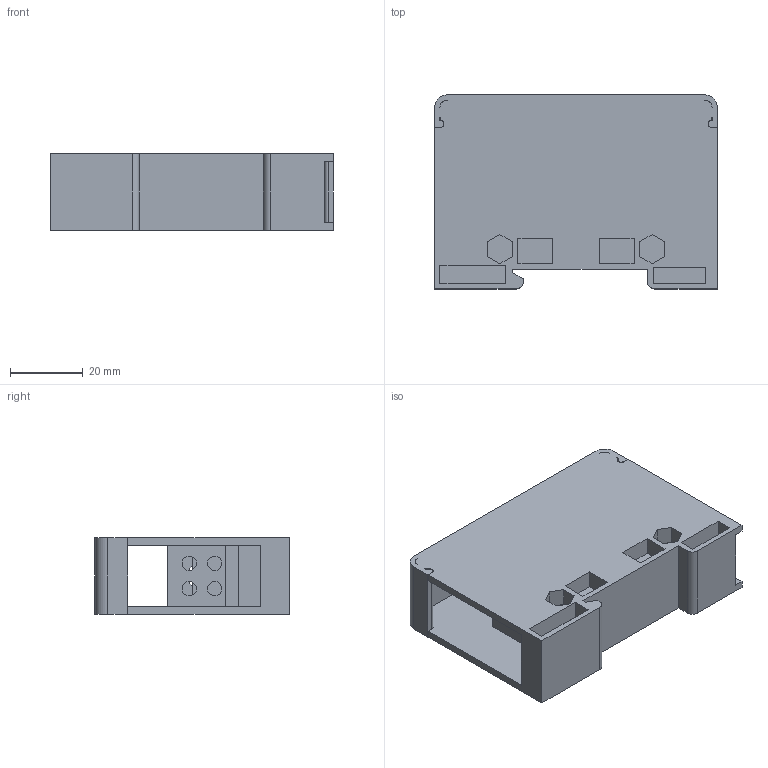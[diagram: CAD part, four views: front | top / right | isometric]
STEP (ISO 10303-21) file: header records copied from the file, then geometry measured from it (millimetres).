
FILE_DESCRIPTION((''),'2;1');
FILE_NAME('UJFX1-35_4_10','2021-05-08T',('ASUS'),(''),'PRO/ENGINEER BY PARAMETRIC TECHNOLOGY CORPORATION, 2013230','PRO/ENGINEER BY PARAMETRIC TECHNOLOGY CORPORATION, 2013230','');
FILE_SCHEMA(('CONFIG_CONTROL_DESIGN'));
Length unit declared in the file: millimetre
Products named in the file (1): UJFX1-35_4_10
Bounding box: 78 x 53.5 x 21 mm (x, y, z)
Volume: 39313 mm3; surface area: 24534 mm2
Topology: 1 solids, 1 shells, 151 faces, 434 edges, 290 vertices
Faces by surface type: plane 121, cylinder 30
Entity records: 5008 total; most frequent: CARTESIAN_POINT 911, ORIENTED_EDGE 868, DIRECTION 802, EDGE_CURVE 434, VECTOR 352, LINE 352, VERTEX_POINT 290, AXIS2_PLACEMENT_3D 225
